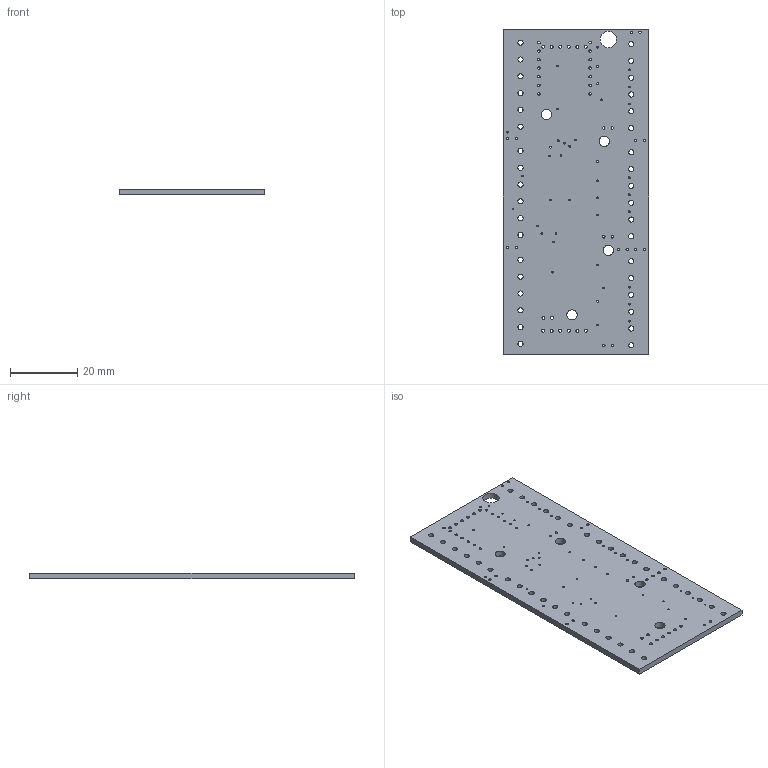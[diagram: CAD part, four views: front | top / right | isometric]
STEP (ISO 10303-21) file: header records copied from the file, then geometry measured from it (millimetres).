
FILE_DESCRIPTION(('FreeCAD Model'),'2;1');
FILE_NAME('Open CASCADE Shape Model','2022-03-11T15:52:58',('Author'),( ''),'Open CASCADE STEP processor 7.5','FreeCAD','Unknown');
FILE_SCHEMA(('AUTOMOTIVE_DESIGN { 1 0 10303 214 1 1 1 1 }'));
Length unit declared in the file: millimetre
Products named in the file (1): Body
Bounding box: 43.18 x 96.52 x 1.78 mm (x, y, z)
Volume: 7149.9 mm3; surface area: 9261.5 mm2
Topology: 1 solids, 1 shells, 133 faces, 393 edges, 262 vertices
Faces by surface type: cylinder 127, plane 6
Full cylindrical faces by diameter (mm): 0.5 x7, 0.512 x33, 0.721 x5, 0.733 x14, 0.744 x13, 0.884 x12, 0.896 x2, 1.535 x2, 1.547 x16, 1.559 x18, 3.048 x4, 4.885 x1
Entity records: 10621 total; most frequent: CARTESIAN_POINT 2337, DIRECTION 1574, ORIENTED_EDGE 786, PCURVE 786, DEFINITIONAL_REPRESENTATION 786, LINE 671, VECTOR 671, EDGE_CURVE 393
